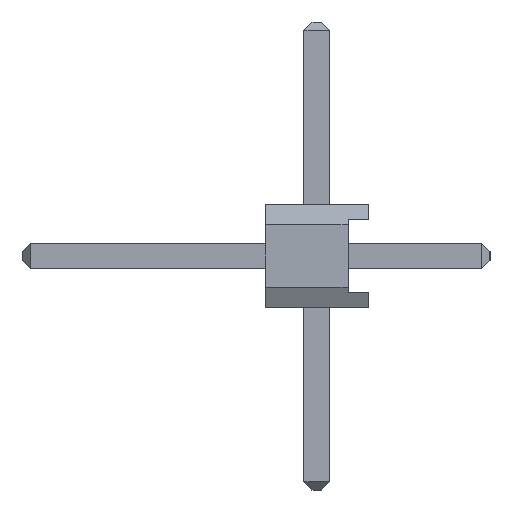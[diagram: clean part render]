
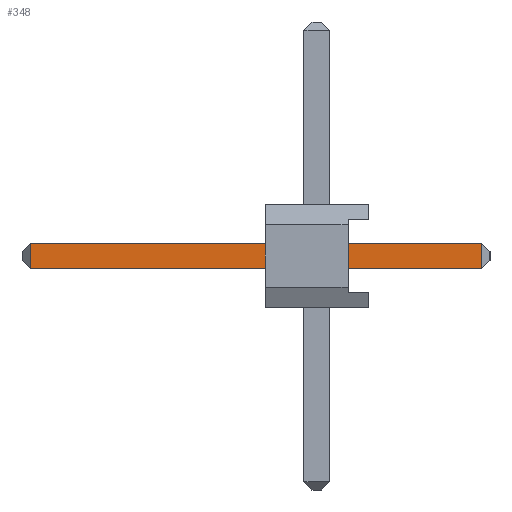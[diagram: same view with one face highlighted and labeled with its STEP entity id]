
A CAD part, left-side view. The second image highlights one B-rep face of the part: STEP entity #348.
In plain terms, the highlighted planar face has unit normal (-1, 0, 0).
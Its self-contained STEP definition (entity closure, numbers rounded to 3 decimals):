
#348 = ADVANCED_FACE( '', ( #819 ), #820, .F. );
#819 = FACE_OUTER_BOUND( '', #1437, .T. );
#820 = PLANE( '', #1438 );
#1437 = EDGE_LOOP( '', ( #2419, #2420, #2421, #2422 ) );
#1438 = AXIS2_PLACEMENT_3D( '', #2423, #2424, #2425 );
#2419 = ORIENTED_EDGE( '', *, *, #4017, .T. );
#2420 = ORIENTED_EDGE( '', *, *, #4018, .T. );
#2421 = ORIENTED_EDGE( '', *, *, #4019, .F. );
#2422 = ORIENTED_EDGE( '', *, *, #4020, .T. );
#2423 = CARTESIAN_POINT( '', ( -0.32, -0.32, 5.77 ) );
#2424 = DIRECTION( '', ( 1., 0., 0. ) );
#2425 = DIRECTION( '', ( 0., 0., -1. ) );
#4017 = EDGE_CURVE( '', #4980, #4981, #4982, .T. );
#4018 = EDGE_CURVE( '', #4981, #4983, #4984, .T. );
#4019 = EDGE_CURVE( '', #4939, #4983, #4985, .T. );
#4020 = EDGE_CURVE( '', #4939, #4980, #4986, .T. );
#4939 = VERTEX_POINT( '', #6266 );
#4980 = VERTEX_POINT( '', #6326 );
#4981 = VERTEX_POINT( '', #6327 );
#4982 = LINE( '', #6328, #6329 );
#4983 = VERTEX_POINT( '', #6330 );
#4984 = LINE( '', #6331, #6332 );
#4985 = LINE( '', #6333, #6334 );
#4986 = LINE( '', #6335, #6336 );
#6266 = CARTESIAN_POINT( '', ( -0.32, -0.32, 5.57 ) );
#6326 = CARTESIAN_POINT( '', ( -0.32, 0.32, 5.57 ) );
#6327 = CARTESIAN_POINT( '', ( -0.32, 0.32, -5.57 ) );
#6328 = CARTESIAN_POINT( '', ( -0.32, 0.32, 5.77 ) );
#6329 = VECTOR( '', #7374, 1000. );
#6330 = CARTESIAN_POINT( '', ( -0.32, -0.32, -5.57 ) );
#6331 = CARTESIAN_POINT( '', ( -0.32, -0.32, -5.57 ) );
#6332 = VECTOR( '', #7375, 1000. );
#6333 = CARTESIAN_POINT( '', ( -0.32, -0.32, 5.77 ) );
#6334 = VECTOR( '', #7376, 1000. );
#6335 = CARTESIAN_POINT( '', ( -0.32, -0.32, 5.57 ) );
#6336 = VECTOR( '', #7377, 1000. );
#7374 = DIRECTION( '', ( 0., 0., -1. ) );
#7375 = DIRECTION( '', ( 0., -1., 0. ) );
#7376 = DIRECTION( '', ( 0., 0., -1. ) );
#7377 = DIRECTION( '', ( 0., 1., 0. ) );
